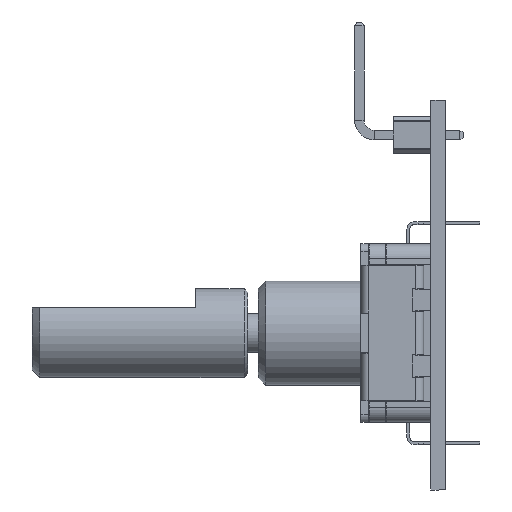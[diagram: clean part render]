
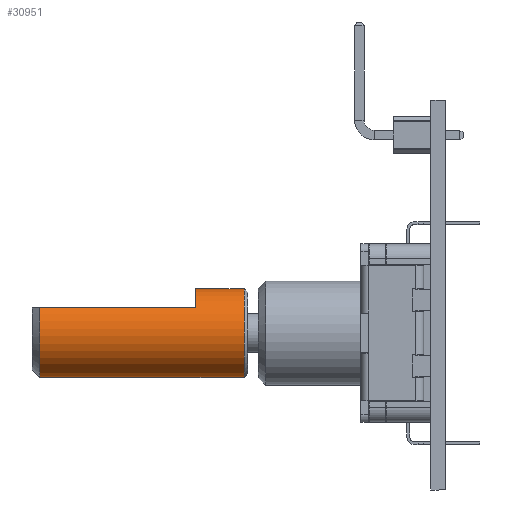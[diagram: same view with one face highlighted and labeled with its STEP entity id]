
A CAD part, left-side view. The second image highlights one B-rep face of the part: STEP entity #30951.
In plain terms, the highlighted cylindrical face has radius 3 mm (diameter 6 mm), a partial arc.
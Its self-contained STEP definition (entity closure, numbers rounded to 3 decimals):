
#1240 = EDGE_CURVE ( 'NONE', #3847, #28213, #3396, .T. ) ;
#2177 = DIRECTION ( 'NONE',  ( 0., 1., 0. ) ) ;
#3073 = DIRECTION ( 'NONE',  ( 0., -1., 0. ) ) ;
#3396 = LINE ( 'NONE', #31096, #7631 ) ;
#3648 = EDGE_CURVE ( 'NONE', #19954, #3847, #20770, .T. ) ;
#3770 = EDGE_LOOP ( 'NONE', ( #23676, #27752, #4977, #24474, #28875, #7852 ) ) ;
#3847 = VERTEX_POINT ( 'NONE', #11102 ) ;
#4630 = CARTESIAN_POINT ( 'NONE',  ( 2.598, 19.7, -1.5 ) ) ;
#4977 = ORIENTED_EDGE ( 'NONE', *, *, #14251, .T. ) ;
#6451 = DIRECTION ( 'NONE',  ( 0., 1., 0. ) ) ;
#6633 = VECTOR ( 'NONE', #6451, 1000. ) ;
#7631 = VECTOR ( 'NONE', #27308, 1000. ) ;
#7852 = ORIENTED_EDGE ( 'NONE', *, *, #27193, .T. ) ;
#8555 = CARTESIAN_POINT ( 'NONE',  ( 0., 5.95, -3. ) ) ;
#9783 = DIRECTION ( 'NONE',  ( 0., 0., 1. ) ) ;
#9790 = VERTEX_POINT ( 'NONE', #41776 ) ;
#11102 = CARTESIAN_POINT ( 'NONE',  ( 0., 19.7, 3. ) ) ;
#11469 = CARTESIAN_POINT ( 'NONE',  ( 2.598, 9.2, -1.5 ) ) ;
#12110 = DIRECTION ( 'NONE',  ( 0., 1., 0. ) ) ;
#13467 = CIRCLE ( 'NONE', #37019, 3. ) ;
#14251 = EDGE_CURVE ( 'NONE', #28213, #28171, #16073, .T. ) ;
#16073 = CIRCLE ( 'NONE', #41000, 3. ) ;
#16953 = CARTESIAN_POINT ( 'NONE',  ( 0., 20.2, -3. ) ) ;
#17180 = DIRECTION ( 'NONE',  ( 0., -1., 0. ) ) ;
#17454 = CARTESIAN_POINT ( 'NONE',  ( 0., 20.2, 0. ) ) ;
#19954 = VERTEX_POINT ( 'NONE', #4630 ) ;
#20770 = CIRCLE ( 'NONE', #22203, 3. ) ;
#21009 = FACE_OUTER_BOUND ( 'NONE', #3770, .T. ) ;
#22071 = CARTESIAN_POINT ( 'NONE',  ( 0., 5.95, 0. ) ) ;
#22203 = AXIS2_PLACEMENT_3D ( 'NONE', #40130, #3073, #9783 ) ;
#23226 = LINE ( 'NONE', #26578, #6633 ) ;
#23647 = LINE ( 'NONE', #16953, #43505 ) ;
#23676 = ORIENTED_EDGE ( 'NONE', *, *, #3648, .T. ) ;
#24474 = ORIENTED_EDGE ( 'NONE', *, *, #39534, .F. ) ;
#25247 = CYLINDRICAL_SURFACE ( 'NONE', #28801, 3. ) ;
#26578 = CARTESIAN_POINT ( 'NONE',  ( 2.598, 9.2, -1.5 ) ) ;
#27193 = EDGE_CURVE ( 'NONE', #28113, #19954, #23226, .T. ) ;
#27308 = DIRECTION ( 'NONE',  ( 0., -1., 0. ) ) ;
#27752 = ORIENTED_EDGE ( 'NONE', *, *, #1240, .T. ) ;
#28113 = VERTEX_POINT ( 'NONE', #11469 ) ;
#28171 = VERTEX_POINT ( 'NONE', #8555 ) ;
#28213 = VERTEX_POINT ( 'NONE', #42919 ) ;
#28801 = AXIS2_PLACEMENT_3D ( 'NONE', #17454, #38198, #38851 ) ;
#28875 = ORIENTED_EDGE ( 'NONE', *, *, #34959, .F. ) ;
#28888 = CARTESIAN_POINT ( 'NONE',  ( 0., 9.2, 0. ) ) ;
#30951 = ADVANCED_FACE ( 'NONE', ( #21009 ), #25247, .T. ) ;
#31096 = CARTESIAN_POINT ( 'NONE',  ( 0., 20.2, 3. ) ) ;
#34959 = EDGE_CURVE ( 'NONE', #28113, #9790, #13467, .T. ) ;
#35696 = DIRECTION ( 'NONE',  ( 0., 0., 1. ) ) ;
#36671 = DIRECTION ( 'NONE',  ( 0., 0., 1. ) ) ;
#37019 = AXIS2_PLACEMENT_3D ( 'NONE', #28888, #12110, #36671 ) ;
#38198 = DIRECTION ( 'NONE',  ( 0., -1., 0. ) ) ;
#38851 = DIRECTION ( 'NONE',  ( 0., 0., -1. ) ) ;
#39534 = EDGE_CURVE ( 'NONE', #9790, #28171, #23647, .T. ) ;
#40130 = CARTESIAN_POINT ( 'NONE',  ( 0., 19.7, 0. ) ) ;
#41000 = AXIS2_PLACEMENT_3D ( 'NONE', #22071, #2177, #35696 ) ;
#41776 = CARTESIAN_POINT ( 'NONE',  ( 0., 9.2, -3. ) ) ;
#42919 = CARTESIAN_POINT ( 'NONE',  ( 0., 5.95, 3. ) ) ;
#43505 = VECTOR ( 'NONE', #17180, 1000. ) ;
